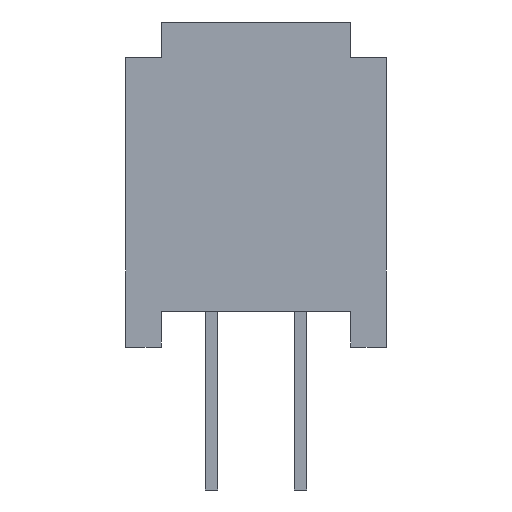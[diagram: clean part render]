
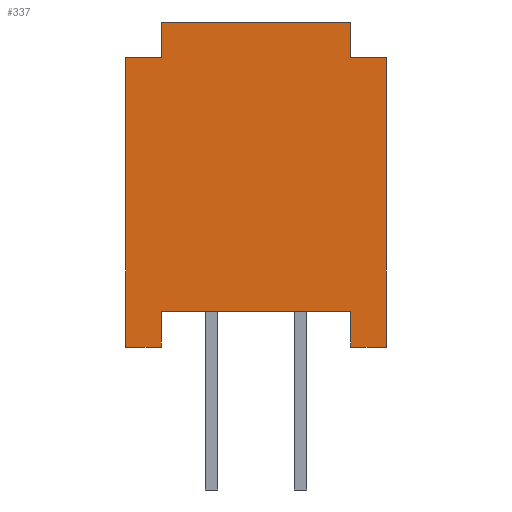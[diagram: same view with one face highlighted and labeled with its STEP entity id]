
A CAD part, left-side view. The second image highlights one B-rep face of the part: STEP entity #337.
In plain terms, the highlighted planar face has unit normal (-1, 0, 0).
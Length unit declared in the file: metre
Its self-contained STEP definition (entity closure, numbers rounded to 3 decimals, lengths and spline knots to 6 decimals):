
#271 = EDGE_CURVE( '', #734, #735, #736, .T. );
#297 = EDGE_CURVE( '', #775, #776, #777, .T. );
#305 = EDGE_CURVE( '', #788, #789, #790, .T. );
#325 = EDGE_CURVE( '', #735, #788, #822, .T. );
#337 = ADVANCED_FACE( '', ( #838 ), #839, .T. );
#383 = EDGE_CURVE( '', #776, #907, #908, .T. );
#389 = EDGE_CURVE( '', #916, #917, #918, .T. );
#391 = EDGE_CURVE( '', #792, #775, #920, .T. );
#505 = EDGE_CURVE( '', #789, #916, #1067, .T. );
#521 = EDGE_CURVE( '', #988, #792, #1086, .T. );
#559 = EDGE_CURVE( '', #716, #988, #1132, .T. );
#565 = EDGE_CURVE( '', #917, #716, #1138, .T. );
#629 = EDGE_CURVE( '', #907, #734, #1220, .T. );
#716 = VERTEX_POINT( '', #1326 );
#734 = VERTEX_POINT( '', #1354 );
#735 = VERTEX_POINT( '', #1355 );
#736 = LINE( '', #1356, #1357 );
#775 = VERTEX_POINT( '', #1418 );
#776 = VERTEX_POINT( '', #1419 );
#777 = LINE( '', #1420, #1421 );
#788 = VERTEX_POINT( '', #1433 );
#789 = VERTEX_POINT( '', #1434 );
#790 = LINE( '', #1435, #1436 );
#792 = VERTEX_POINT( '', #1439 );
#822 = LINE( '', #1483, #1484 );
#838 = FACE_OUTER_BOUND( '', #1504, .T. );
#839 = PLANE( '', #1505 );
#907 = VERTEX_POINT( '', #1598 );
#908 = LINE( '', #1599, #1600 );
#916 = VERTEX_POINT( '', #1611 );
#917 = VERTEX_POINT( '', #1612 );
#918 = LINE( '', #1613, #1614 );
#920 = LINE( '', #1617, #1618 );
#988 = VERTEX_POINT( '', #1719 );
#1067 = LINE( '', #1852, #1853 );
#1086 = LINE( '', #1883, #1884 );
#1132 = LINE( '', #1954, #1955 );
#1138 = LINE( '', #1966, #1967 );
#1220 = LINE( '', #2088, #2089 );
#1326 = CARTESIAN_POINT( '', ( -0.012598, 0.002671, 0.009112 ) );
#1354 = CARTESIAN_POINT( '', ( -0.012598, -0.002629, 0.001012 ) );
#1355 = CARTESIAN_POINT( '', ( -0.012598, 0.002671, 0.001012 ) );
#1356 = CARTESIAN_POINT( '', ( -0.012598, 0.002671, 0.001012 ) );
#1357 = VECTOR( '', #2152, 1. );
#1418 = CARTESIAN_POINT( '', ( -0.012598, -0.003629, 0.008112 ) );
#1419 = CARTESIAN_POINT( '', ( -0.012598, -0.003629, 0.000012 ) );
#1420 = CARTESIAN_POINT( '', ( -0.012598, -0.003629, 0.000012 ) );
#1421 = VECTOR( '', #2174, 1. );
#1433 = CARTESIAN_POINT( '', ( -0.012598, 0.002671, 0.000012 ) );
#1434 = CARTESIAN_POINT( '', ( -0.012598, 0.003671, 0.000012 ) );
#1435 = CARTESIAN_POINT( '', ( -0.012598, -0.003629, 0.000012 ) );
#1436 = VECTOR( '', #2199, 1. );
#1439 = CARTESIAN_POINT( '', ( -0.012598, -0.002629, 0.008112 ) );
#1483 = CARTESIAN_POINT( '', ( -0.012598, 0.002671, 0.000012 ) );
#1484 = VECTOR( '', #2223, 1. );
#1504 = EDGE_LOOP( '', ( #2249, #2250, #2251, #2252, #2253, #2254, #2255, #2256, #2257, #2258, #2259, #2260 ) );
#1505 = AXIS2_PLACEMENT_3D( '', #2261, #2262, #2263 );
#1598 = CARTESIAN_POINT( '', ( -0.012598, -0.002629, 0.000012 ) );
#1599 = CARTESIAN_POINT( '', ( -0.012598, -0.003629, 0.000012 ) );
#1600 = VECTOR( '', #2360, 1. );
#1611 = CARTESIAN_POINT( '', ( -0.012598, 0.003671, 0.008112 ) );
#1612 = CARTESIAN_POINT( '', ( -0.012598, 0.002671, 0.008112 ) );
#1613 = CARTESIAN_POINT( '', ( -0.012598, 0.003671, 0.008112 ) );
#1614 = VECTOR( '', #2370, 1. );
#1617 = CARTESIAN_POINT( '', ( -0.012598, -0.003629, 0.008112 ) );
#1618 = VECTOR( '', #2371, 1. );
#1719 = CARTESIAN_POINT( '', ( -0.012598, -0.002629, 0.009112 ) );
#1852 = CARTESIAN_POINT( '', ( -0.012598, 0.003671, 0.000012 ) );
#1853 = VECTOR( '', #2523, 1. );
#1883 = CARTESIAN_POINT( '', ( -0.012598, -0.002629, 0.009112 ) );
#1884 = VECTOR( '', #2545, 1. );
#1954 = CARTESIAN_POINT( '', ( -0.012598, -0.003629, 0.009112 ) );
#1955 = VECTOR( '', #2609, 1. );
#1966 = CARTESIAN_POINT( '', ( -0.012598, 0.002671, 0.009112 ) );
#1967 = VECTOR( '', #2612, 1. );
#2088 = CARTESIAN_POINT( '', ( -0.012598, -0.002629, 0.000012 ) );
#2089 = VECTOR( '', #2764, 1. );
#2152 = DIRECTION( '', ( 0., 1., 0. ) );
#2174 = DIRECTION( '', ( 0., 0., -1. ) );
#2199 = DIRECTION( '', ( 0., 1., 0. ) );
#2223 = DIRECTION( '', ( 0., 0., -1. ) );
#2249 = ORIENTED_EDGE( '', *, *, #391, .F. );
#2250 = ORIENTED_EDGE( '', *, *, #521, .F. );
#2251 = ORIENTED_EDGE( '', *, *, #559, .F. );
#2252 = ORIENTED_EDGE( '', *, *, #565, .F. );
#2253 = ORIENTED_EDGE( '', *, *, #389, .F. );
#2254 = ORIENTED_EDGE( '', *, *, #505, .F. );
#2255 = ORIENTED_EDGE( '', *, *, #305, .F. );
#2256 = ORIENTED_EDGE( '', *, *, #325, .F. );
#2257 = ORIENTED_EDGE( '', *, *, #271, .F. );
#2258 = ORIENTED_EDGE( '', *, *, #629, .F. );
#2259 = ORIENTED_EDGE( '', *, *, #383, .F. );
#2260 = ORIENTED_EDGE( '', *, *, #297, .F. );
#2261 = CARTESIAN_POINT( '', ( -0.012598, 0.000021, 0.004562 ) );
#2262 = DIRECTION( '', ( -1., 0., 0. ) );
#2263 = DIRECTION( '', ( 0., 0., 1. ) );
#2360 = DIRECTION( '', ( 0., 1., 0. ) );
#2370 = DIRECTION( '', ( 0., -1., 0. ) );
#2371 = DIRECTION( '', ( 0., -1., 0. ) );
#2523 = DIRECTION( '', ( 0., 0., 1. ) );
#2545 = DIRECTION( '', ( 0., 0., -1. ) );
#2609 = DIRECTION( '', ( 0., -1., 0. ) );
#2612 = DIRECTION( '', ( 0., 0., 1. ) );
#2764 = DIRECTION( '', ( 0., 0., 1. ) );
